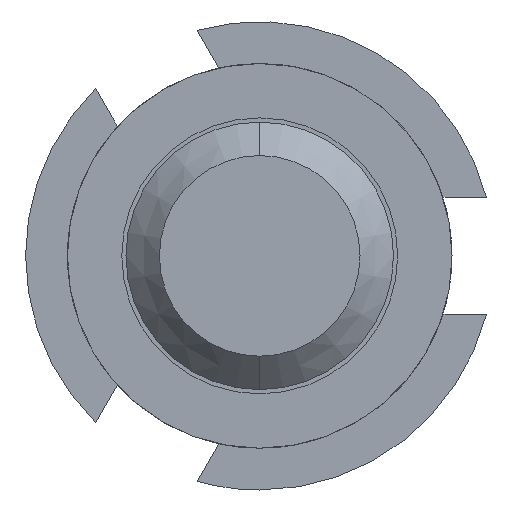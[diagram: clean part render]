
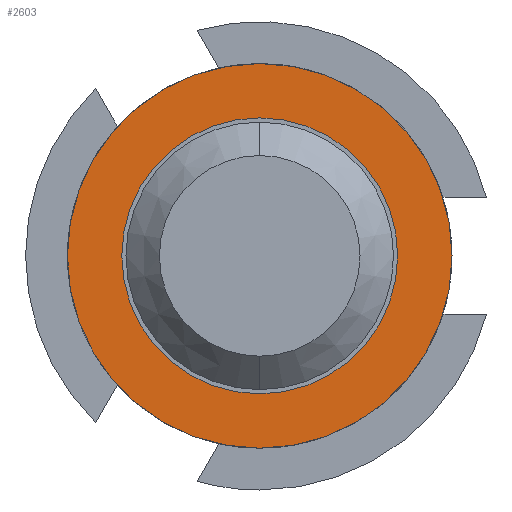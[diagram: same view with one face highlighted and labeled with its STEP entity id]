
A CAD part, front view. The second image highlights one B-rep face of the part: STEP entity #2603.
In plain terms, the highlighted planar face has unit normal (0, -1, 0).
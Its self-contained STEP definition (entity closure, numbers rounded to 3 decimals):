
#43 = CARTESIAN_POINT ( 'NONE',  ( 0., -1.5, 0.825 ) ) ;
#119 = EDGE_CURVE ( 'Defeature ausgef�hrt1_37+Defeature ausgef�hrt1_43+Defeature ausgef�hrt1_43+Defeature ausgef�hrt1_43', #3880, #2989, #2563, .T. ) ;
#219 = DIRECTION ( 'NONE',  ( 0., 1., 0. ) ) ;
#247 = CARTESIAN_POINT ( 'NONE',  ( 0., -1.5, -0.825 ) ) ;
#266 = DIRECTION ( 'NONE',  ( 0., 0., 1. ) ) ;
#442 = AXIS2_PLACEMENT_3D ( 'NONE', #781, #4194, #3234 ) ;
#781 = CARTESIAN_POINT ( 'NONE',  ( 0., -1.5, 0. ) ) ;
#786 = ORIENTED_EDGE ( 'NONE', *, *, #1703, .T. ) ;
#1044 = FACE_BOUND ( 'NONE', #3921, .T. ) ;
#1061 = EDGE_LOOP ( 'NONE', ( #4013, #4490 ) ) ;
#1111 = FACE_OUTER_BOUND ( 'NONE', #1061, .T. ) ;
#1158 = CARTESIAN_POINT ( 'NONE',  ( 0., -1.5, 0. ) ) ;
#1189 = AXIS2_PLACEMENT_3D ( 'NONE', #4120, #4424, #4443 ) ;
#1366 = DIRECTION ( 'NONE',  ( 0., 0., 1. ) ) ;
#1385 = CARTESIAN_POINT ( 'NONE',  ( 0.825, -1.5, 0. ) ) ;
#1703 = EDGE_CURVE ( 'Defeature ausgef�hrt1_43+Defeature ausgef�hrt1_42+Defeature ausgef�hrt1_42+Defeature ausgef�hrt1_42', #3489, #2459, #4471, .T. ) ;
#1772 = PLANE ( 'NONE',  #3395 ) ;
#1992 = AXIS2_PLACEMENT_3D ( 'NONE', #4470, #219, #266 ) ;
#2092 = DIRECTION ( 'NONE',  ( 0., 1., 0. ) ) ;
#2433 = CIRCLE ( 'NONE', #1992, 1.15 ) ;
#2459 = VERTEX_POINT ( 'NONE', #247 ) ;
#2511 = CIRCLE ( 'NONE', #4482, 0.825 ) ;
#2563 = CIRCLE ( 'NONE', #442, 1.15 ) ;
#2602 = DIRECTION ( 'NONE',  ( 0., 1., 0. ) ) ;
#2603 = ADVANCED_FACE ( 'Defeature ausgef�hrt1_43', ( #1111, #1044 ), #1772, .F. ) ;
#2717 = ORIENTED_EDGE ( 'NONE', *, *, #3603, .T. ) ;
#2989 = VERTEX_POINT ( 'NONE', #4128 ) ;
#3234 = DIRECTION ( 'NONE',  ( 0., 0., 1. ) ) ;
#3247 = DIRECTION ( 'NONE',  ( 0., 0., 1. ) ) ;
#3395 = AXIS2_PLACEMENT_3D ( 'NONE', #1385, #2092, #1366 ) ;
#3489 = VERTEX_POINT ( 'NONE', #43 ) ;
#3603 = EDGE_CURVE ( 'Defeature ausgef�hrt1_43+Defeature ausgef�hrt1_42+Defeature ausgef�hrt1_42+Defeature ausgef�hrt1_42', #2459, #3489, #2511, .T. ) ;
#3825 = EDGE_CURVE ( 'Defeature ausgef�hrt1_37+Defeature ausgef�hrt1_43+Defeature ausgef�hrt1_43+Defeature ausgef�hrt1_43', #2989, #3880, #2433, .T. ) ;
#3880 = VERTEX_POINT ( 'NONE', #4218 ) ;
#3921 = EDGE_LOOP ( 'NONE', ( #786, #2717 ) ) ;
#4013 = ORIENTED_EDGE ( 'NONE', *, *, #3825, .F. ) ;
#4120 = CARTESIAN_POINT ( 'NONE',  ( 0., -1.5, 0. ) ) ;
#4128 = CARTESIAN_POINT ( 'NONE',  ( 0., -1.5, 1.15 ) ) ;
#4194 = DIRECTION ( 'NONE',  ( 0., 1., 0. ) ) ;
#4218 = CARTESIAN_POINT ( 'NONE',  ( 0., -1.5, -1.15 ) ) ;
#4424 = DIRECTION ( 'NONE',  ( 0., 1., 0. ) ) ;
#4443 = DIRECTION ( 'NONE',  ( 0., 0., 1. ) ) ;
#4470 = CARTESIAN_POINT ( 'NONE',  ( 0., -1.5, 0. ) ) ;
#4471 = CIRCLE ( 'NONE', #1189, 0.825 ) ;
#4482 = AXIS2_PLACEMENT_3D ( 'NONE', #1158, #2602, #3247 ) ;
#4490 = ORIENTED_EDGE ( 'NONE', *, *, #119, .F. ) ;
